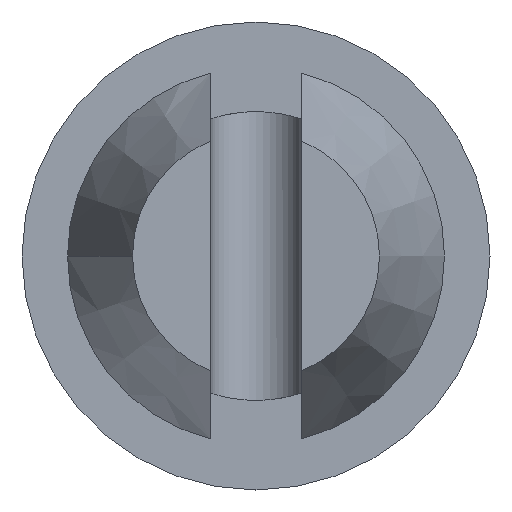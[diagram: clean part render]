
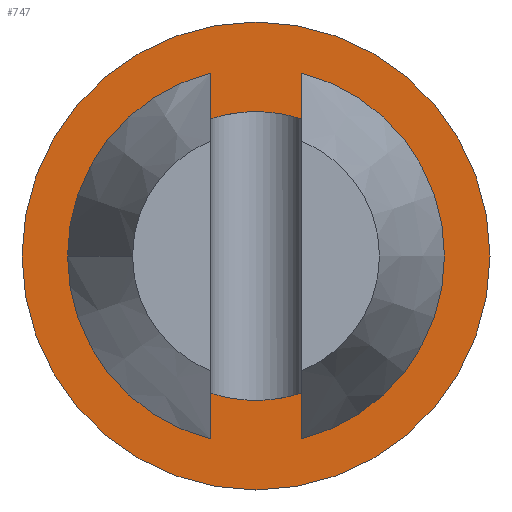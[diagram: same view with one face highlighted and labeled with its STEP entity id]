
A CAD part, front view. The second image highlights one B-rep face of the part: STEP entity #747.
In plain terms, the highlighted planar face has unit normal (0, -1, 0).
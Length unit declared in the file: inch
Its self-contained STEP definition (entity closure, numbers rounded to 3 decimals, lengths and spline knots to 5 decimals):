
#287 = AXIS2_PLACEMENT_3D ( 'NONE', #300, #299, #291 ) ;
#288 = DIRECTION ( 'NONE',  ( 1., 0., 0. ) ) ;
#289 = DIRECTION ( 'NONE',  ( 0., -1., 0. ) ) ;
#290 = AXIS2_PLACEMENT_3D ( 'NONE', #292, #289, #288 ) ;
#291 = DIRECTION ( 'NONE',  ( 1., 0., 0. ) ) ;
#292 = CARTESIAN_POINT ( 'NONE',  ( 0., 0.14, 0. ) ) ;
#293 = CIRCLE ( 'NONE', #290, 0.09 ) ;
#296 = FACE_BOUND ( 'NONE', #748, .T. ) ;
#297 = FACE_OUTER_BOUND ( 'NONE', #745, .T. ) ;
#298 = PLANE ( 'NONE',  #287 ) ;
#299 = DIRECTION ( 'NONE',  ( 0., -1., 0. ) ) ;
#300 = CARTESIAN_POINT ( 'NONE',  ( 0.0555, 0.14, 0. ) ) ;
#362 = AXIS2_PLACEMENT_3D ( 'NONE', #374, #373, #372 ) ;
#363 = CIRCLE ( 'NONE', #362, 0.0555 ) ;
#364 = CARTESIAN_POINT ( 'NONE',  ( 0.0555, 0.14, 0. ) ) ;
#366 = CARTESIAN_POINT ( 'NONE',  ( -0.0555, 0.14, 0. ) ) ;
#372 = DIRECTION ( 'NONE',  ( 1., 0., 0. ) ) ;
#373 = DIRECTION ( 'NONE',  ( 0., -1., 0. ) ) ;
#374 = CARTESIAN_POINT ( 'NONE',  ( 0., 0.14, 0. ) ) ;
#380 = CARTESIAN_POINT ( 'NONE',  ( 0.09, 0.14, 0. ) ) ;
#381 = CARTESIAN_POINT ( 'NONE',  ( 0., 0.14, 0. ) ) ;
#382 = DIRECTION ( 'NONE',  ( 1., 0., 0. ) ) ;
#383 = DIRECTION ( 'NONE',  ( 0., -1., 0. ) ) ;
#384 = AXIS2_PLACEMENT_3D ( 'NONE', #381, #383, #382 ) ;
#385 = CIRCLE ( 'NONE', #384, 0.09 ) ;
#401 = CARTESIAN_POINT ( 'NONE',  ( -0.09, 0.14, 0. ) ) ;
#526 = DIRECTION ( 'NONE',  ( 1., 0., 0. ) ) ;
#527 = DIRECTION ( 'NONE',  ( 0., -1., 0. ) ) ;
#528 = CARTESIAN_POINT ( 'NONE',  ( 0., 0.14, 0. ) ) ;
#535 = AXIS2_PLACEMENT_3D ( 'NONE', #528, #527, #526 ) ;
#536 = CIRCLE ( 'NONE', #535, 0.0555 ) ;
#629 = VERTEX_POINT ( 'NONE', #366 ) ;
#631 = EDGE_CURVE ( 'NONE', #632, #629, #363, .T. ) ;
#632 = VERTEX_POINT ( 'NONE', #364 ) ;
#638 = VERTEX_POINT ( 'NONE', #380 ) ;
#640 = EDGE_CURVE ( 'NONE', #638, #643, #385, .T. ) ;
#643 = VERTEX_POINT ( 'NONE', #401 ) ;
#701 = ORIENTED_EDGE ( 'NONE', *, *, #749, .T. ) ;
#714 = EDGE_CURVE ( 'NONE', #629, #632, #536, .T. ) ;
#742 = ORIENTED_EDGE ( 'NONE', *, *, #640, .T. ) ;
#745 = EDGE_LOOP ( 'NONE', ( #742, #701 ) ) ;
#746 = ORIENTED_EDGE ( 'NONE', *, *, #714, .F. ) ;
#747 = ADVANCED_FACE ( 'NONE', ( #297, #296 ), #298, .T. ) ;
#748 = EDGE_LOOP ( 'NONE', ( #750, #746 ) ) ;
#749 = EDGE_CURVE ( 'NONE', #643, #638, #293, .T. ) ;
#750 = ORIENTED_EDGE ( 'NONE', *, *, #631, .F. ) ;
